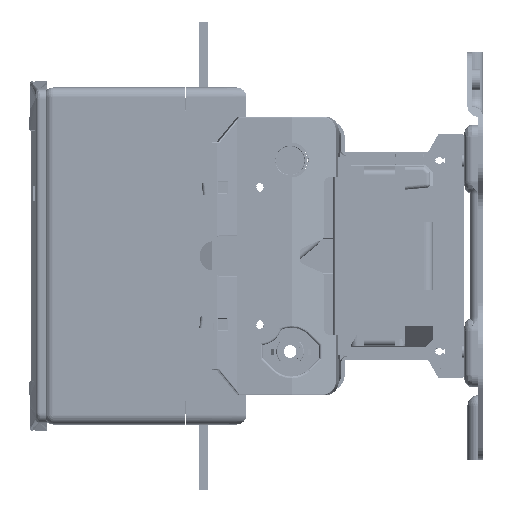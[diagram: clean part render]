
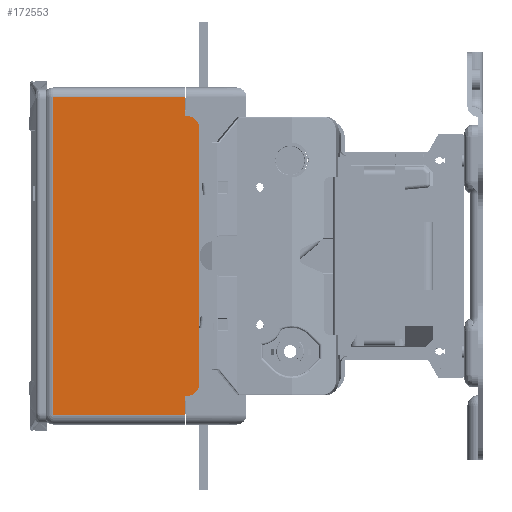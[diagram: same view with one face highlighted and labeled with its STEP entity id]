
A CAD part, left-side view. The second image highlights one B-rep face of the part: STEP entity #172553.
In plain terms, the highlighted face is planar.
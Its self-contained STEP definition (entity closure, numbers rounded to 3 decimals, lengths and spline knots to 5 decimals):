
#149771=DIRECTION('',(0.,0.,-1.));
#149772=VECTOR('',#149771,0.0095);
#149773=CARTESIAN_POINT('',(0.0828,0.0725,0.0815));
#149774=LINE('',#149773,#149772);
#149851=DIRECTION('',(0.,1.,0.));
#149852=VECTOR('',#149851,0.0675);
#149853=CARTESIAN_POINT('',(0.0828,0.005,0.0815));
#149854=LINE('',#149853,#149852);
#149855=CARTESIAN_POINT('',(0.0828,0.073,-0.065));
#149856=DIRECTION('',(1.,0.,0.));
#149857=DIRECTION('',(0.,0.,-1.));
#149858=AXIS2_PLACEMENT_3D('',#149855,#149856,#149857);
#149860=DIRECTION('',(0.,-1.,0.));
#149861=VECTOR('',#149860,0.0005);
#149862=CARTESIAN_POINT('',(0.0828,0.073,0.072));
#149863=LINE('',#149862,#149861);
#149864=CARTESIAN_POINT('',(0.0828,0.073,0.065));
#149865=DIRECTION('',(1.,0.,0.));
#149866=DIRECTION('',(0.,1.,0.));
#149867=AXIS2_PLACEMENT_3D('',#149864,#149865,#149866);
#149869=DIRECTION('',(0.,0.,-1.));
#149870=VECTOR('',#149869,0.13);
#149871=CARTESIAN_POINT('',(0.0828,0.08,0.065));
#149872=LINE('',#149871,#149870);
#158063=DIRECTION('',(0.,0.,-1.));
#158064=VECTOR('',#158063,0.0095);
#158065=CARTESIAN_POINT('',(0.0828,0.0725,-0.072));
#158066=LINE('',#158065,#158064);
#159610=DIRECTION('',(0.,0.,1.));
#159611=VECTOR('',#159610,0.163);
#159612=CARTESIAN_POINT('',(0.0828,0.005,-0.0815));
#159613=LINE('',#159612,#159611);
#159614=DIRECTION('',(0.,-1.,0.));
#159615=VECTOR('',#159614,0.0675);
#159616=CARTESIAN_POINT('',(0.0828,0.0725,-0.0815));
#159617=LINE('',#159616,#159615);
#159622=DIRECTION('',(0.,-1.,0.));
#159623=VECTOR('',#159622,0.0005);
#159624=CARTESIAN_POINT('',(0.0828,0.073,-0.072));
#159625=LINE('',#159624,#159623);
#167330=CARTESIAN_POINT('',(0.0828,0.005,-0.0815));
#167331=VERTEX_POINT('',#167330);
#167332=CARTESIAN_POINT('',(0.0828,0.0725,-0.0815));
#167334=VERTEX_POINT('',#167332);
#167336=CARTESIAN_POINT('',(0.0828,0.005,0.0815));
#167337=VERTEX_POINT('',#167336);
#168492=CARTESIAN_POINT('',(0.0828,0.0725,-0.072));
#168493=VERTEX_POINT('',#168492);
#168494=CARTESIAN_POINT('',(0.0828,0.073,-0.072));
#168495=VERTEX_POINT('',#168494);
#168502=CARTESIAN_POINT('',(0.0828,0.0725,0.0815));
#168503=VERTEX_POINT('',#168502);
#168510=CARTESIAN_POINT('',(0.0828,0.0725,0.072));
#168512=VERTEX_POINT('',#168510);
#168528=CARTESIAN_POINT('',(0.0828,0.073,0.072));
#168529=VERTEX_POINT('',#168528);
#168530=CARTESIAN_POINT('',(0.0828,0.08,0.065));
#168531=CARTESIAN_POINT('',(0.0828,0.08,-0.065));
#168532=VERTEX_POINT('',#168530);
#168533=VERTEX_POINT('',#168531);
#172528=CARTESIAN_POINT('',(0.0828,0.,0.08));
#172529=DIRECTION('',(1.,0.,0.));
#172530=DIRECTION('',(0.,0.,1.));
#172531=AXIS2_PLACEMENT_3D('',#172528,#172529,#172530);
#172532=PLANE('',#172531);
#172534=ORIENTED_EDGE('',*,*,#172533,.T.);
#172536=ORIENTED_EDGE('',*,*,#172535,.F.);
#172538=ORIENTED_EDGE('',*,*,#172537,.T.);
#172540=ORIENTED_EDGE('',*,*,#172539,.T.);
#172542=ORIENTED_EDGE('',*,*,#172541,.T.);
#172544=ORIENTED_EDGE('',*,*,#172543,.T.);
#172545=ORIENTED_EDGE('',*,*,#172522,.T.);
#172546=ORIENTED_EDGE('',*,*,#172464,.T.);
#172548=ORIENTED_EDGE('',*,*,#172547,.F.);
#172550=ORIENTED_EDGE('',*,*,#172549,.F.);
#172551=EDGE_LOOP('',(#172534,#172536,#172538,#172540,#172542,#172544,#172545,
#172546,#172548,#172550));
#172552=FACE_OUTER_BOUND('',#172551,.F.);
#172553=ADVANCED_FACE('',(#172552),#172532,.T.);
#149859=CIRCLE('',#149858,0.007);
#149868=CIRCLE('',#149867,0.007);
#172464=EDGE_CURVE('',#168503,#168512,#149774,.T.);
#172522=EDGE_CURVE('',#167337,#168503,#149854,.T.);
#172533=EDGE_CURVE('',#168532,#168533,#149872,.T.);
#172535=EDGE_CURVE('',#168495,#168533,#149859,.T.);
#172537=EDGE_CURVE('',#168495,#168493,#159625,.T.);
#172539=EDGE_CURVE('',#168493,#167334,#158066,.T.);
#172541=EDGE_CURVE('',#167334,#167331,#159617,.T.);
#172543=EDGE_CURVE('',#167331,#167337,#159613,.T.);
#172547=EDGE_CURVE('',#168529,#168512,#149863,.T.);
#172549=EDGE_CURVE('',#168532,#168529,#149868,.T.);
